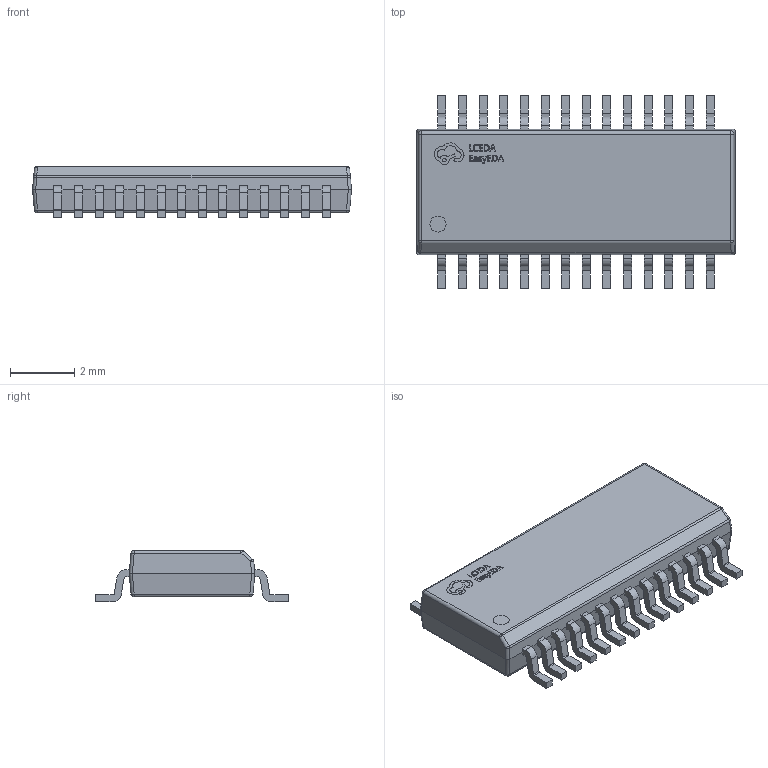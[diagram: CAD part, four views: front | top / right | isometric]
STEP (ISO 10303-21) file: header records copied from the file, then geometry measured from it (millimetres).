
FILE_DESCRIPTION (( 'STEP AP214' ), '1' );
FILE_NAME ('SSOP-28_L9.9-W3.9-P0.64-LS6.0-BL-1.step', '2022-07-26T10:31:36', ( '' ), ( '' ), 'SwSTEP 2.0', 'SolidWorks 2020', '' );
FILE_SCHEMA (( 'AUTOMOTIVE_DESIGN' ));
Length unit declared in the file: millimetre
Products named in the file (1): SSOP-28_L9.9-W3.9-P0.64-LS6.0-BL-1
Bounding box: 9.9 x 6 x 1.6 mm (x, y, z)
Volume: 56.6 mm3; surface area: 153.4 mm2
Topology: 14 solids, 14 shells, 697 faces, 1945 edges, 1284 vertices
Faces by surface type: plane 442, cylinder 133, bspline 112, sphere 10
Entity records: 31247 total; most frequent: CARTESIAN_POINT 6043, ORIENTED_EDGE 3890, DIRECTION 3143, EDGE_CURVE 1945, LINE 1455, VECTOR 1455, VERTEX_POINT 1284, AXIS2_PLACEMENT_3D 844
